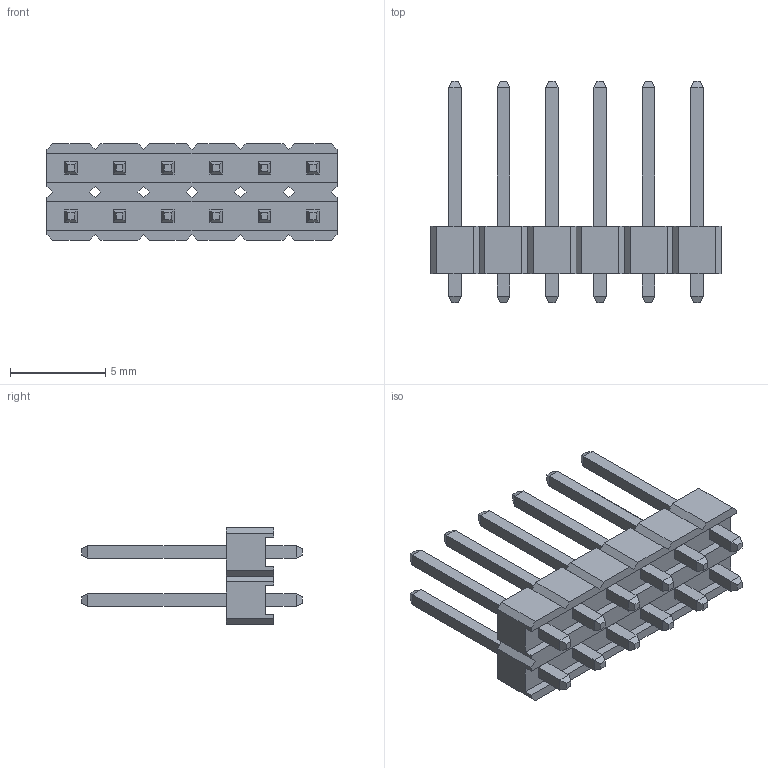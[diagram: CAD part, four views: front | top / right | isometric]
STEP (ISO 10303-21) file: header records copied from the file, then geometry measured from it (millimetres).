
FILE_DESCRIPTION (( 'STEP AP214' ), '1' );
FILE_NAME ('0_6_WAY12071723392697.step', '2006-12-07T22:23:38', ( 'sysAdmin' ), ( 'SolidWorks' ), 'SwSTEP 2.0', 'SolidWorks 2007', '' );
FILE_SCHEMA (( 'AUTOMOTIVE_DESIGN' ));
Length unit declared in the file: millimetre
Products named in the file (1): 0_6_WAY12071723392697
Bounding box: 15.24 x 11.6 x 5.08 mm (x, y, z)
Volume: 214.6 mm3; surface area: 590.6 mm2
Topology: 1 solids, 1 shells, 290 faces, 696 edges, 432 vertices
Faces by surface type: plane 290
Entity records: 8969 total; most frequent: CARTESIAN_POINT 1419, ORIENTED_EDGE 1392, DIRECTION 1278, VECTOR 696, LINE 696, EDGE_CURVE 696, VERTEX_POINT 432, EDGE_LOOP 324
